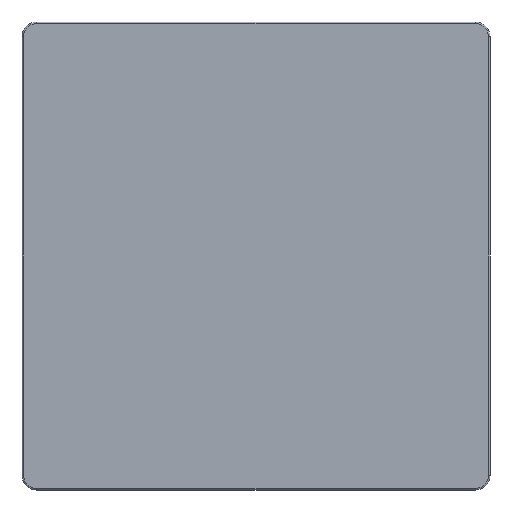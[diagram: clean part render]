
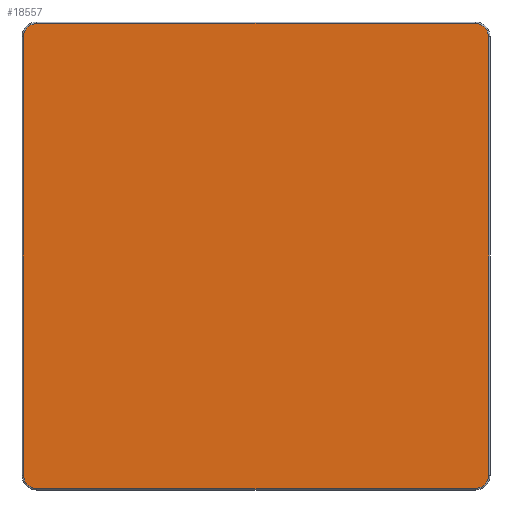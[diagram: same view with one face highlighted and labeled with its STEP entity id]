
A CAD part, left-side view. The second image highlights one B-rep face of the part: STEP entity #18557.
In plain terms, the highlighted planar face has unit normal (-1, 0, 0).
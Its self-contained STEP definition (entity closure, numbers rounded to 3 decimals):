
#528=LINE('',#38737,#971);
#529=LINE('',#38741,#972);
#530=LINE('',#38745,#973);
#531=LINE('',#38749,#974);
#971=VECTOR('',#24102,1000.);
#972=VECTOR('',#24105,1000.);
#973=VECTOR('',#24108,1000.);
#974=VECTOR('',#24111,1000.);
#1246=PLANE('',#20424);
#1712=ELLIPSE('',#20425,4.505,4.5);
#1713=ELLIPSE('',#20426,4.505,4.5);
#1714=ELLIPSE('',#20427,4.505,4.5);
#1715=ELLIPSE('',#20428,4.505,4.5);
#7522=ORIENTED_EDGE('',*,*,#11325,.T.);
#7523=ORIENTED_EDGE('',*,*,#11326,.T.);
#7524=ORIENTED_EDGE('',*,*,#11327,.T.);
#7525=ORIENTED_EDGE('',*,*,#11328,.T.);
#7526=ORIENTED_EDGE('',*,*,#11329,.T.);
#7527=ORIENTED_EDGE('',*,*,#11330,.T.);
#7528=ORIENTED_EDGE('',*,*,#11331,.T.);
#7529=ORIENTED_EDGE('',*,*,#11332,.T.);
#11325=EDGE_CURVE('',#13380,#13381,#1712,.F.);
#11326=EDGE_CURVE('',#13381,#13382,#528,.T.);
#11327=EDGE_CURVE('',#13382,#13383,#1713,.F.);
#11328=EDGE_CURVE('',#13383,#13384,#529,.F.);
#11329=EDGE_CURVE('',#13384,#13385,#1714,.F.);
#11330=EDGE_CURVE('',#13385,#13386,#530,.T.);
#11331=EDGE_CURVE('',#13386,#13387,#1715,.F.);
#11332=EDGE_CURVE('',#13387,#13380,#531,.T.);
#13380=VERTEX_POINT('',#38735);
#13381=VERTEX_POINT('',#38736);
#13382=VERTEX_POINT('',#38738);
#13383=VERTEX_POINT('',#38740);
#13384=VERTEX_POINT('',#38742);
#13385=VERTEX_POINT('',#38744);
#13386=VERTEX_POINT('',#38746);
#13387=VERTEX_POINT('',#38748);
#15893=EDGE_LOOP('',(#7522,#7523,#7524,#7525,#7526,#7527,#7528,#7529));
#17189=FACE_BOUND('',#15893,.T.);
#18557=ADVANCED_FACE('',(#17189),#1246,.F.);
#20424=AXIS2_PLACEMENT_3D('',#38733,#24098,#24099);
#20425=AXIS2_PLACEMENT_3D('',#38734,#24100,#24101);
#20426=AXIS2_PLACEMENT_3D('',#38739,#24103,#24104);
#20427=AXIS2_PLACEMENT_3D('',#38743,#24106,#24107);
#20428=AXIS2_PLACEMENT_3D('',#38747,#24109,#24110);
#24098=DIRECTION('',(1.,0.,0.));
#24099=DIRECTION('',(0.,1.,0.));
#24100=DIRECTION('',(1.,0.,0.));
#24101=DIRECTION('',(0.,0.707,0.707));
#24102=DIRECTION('',(0.,0.,1.));
#24103=DIRECTION('',(1.,0.,0.));
#24104=DIRECTION('',(0.,0.707,-0.707));
#24105=DIRECTION('',(0.,-1.,0.));
#24106=DIRECTION('',(1.,0.,0.));
#24107=DIRECTION('',(0.,-0.707,-0.707));
#24108=DIRECTION('',(0.,0.,-1.));
#24109=DIRECTION('',(1.,0.,0.));
#24110=DIRECTION('',(0.,-0.707,0.707));
#24111=DIRECTION('',(0.,-1.,0.));
#38733=CARTESIAN_POINT('',(49.71,0.,0.));
#38734=CARTESIAN_POINT('',(49.71,-73.979,-73.979));
#38735=CARTESIAN_POINT('',(49.71,-73.985,-78.482));
#38736=CARTESIAN_POINT('',(49.71,-78.482,-73.985));
#38737=CARTESIAN_POINT('',(49.71,-78.482,0.));
#38738=CARTESIAN_POINT('',(49.71,-78.482,73.985));
#38739=CARTESIAN_POINT('',(49.71,-73.979,73.979));
#38740=CARTESIAN_POINT('',(49.71,-73.985,78.482));
#38741=CARTESIAN_POINT('',(49.71,0.,78.482));
#38742=CARTESIAN_POINT('',(49.71,73.985,78.482));
#38743=CARTESIAN_POINT('',(49.71,73.979,73.979));
#38744=CARTESIAN_POINT('',(49.71,78.482,73.985));
#38745=CARTESIAN_POINT('',(49.71,78.482,0.));
#38746=CARTESIAN_POINT('',(49.71,78.482,-73.985));
#38747=CARTESIAN_POINT('',(49.71,73.979,-73.979));
#38748=CARTESIAN_POINT('',(49.71,73.985,-78.482));
#38749=CARTESIAN_POINT('',(49.71,0.,-78.482));
